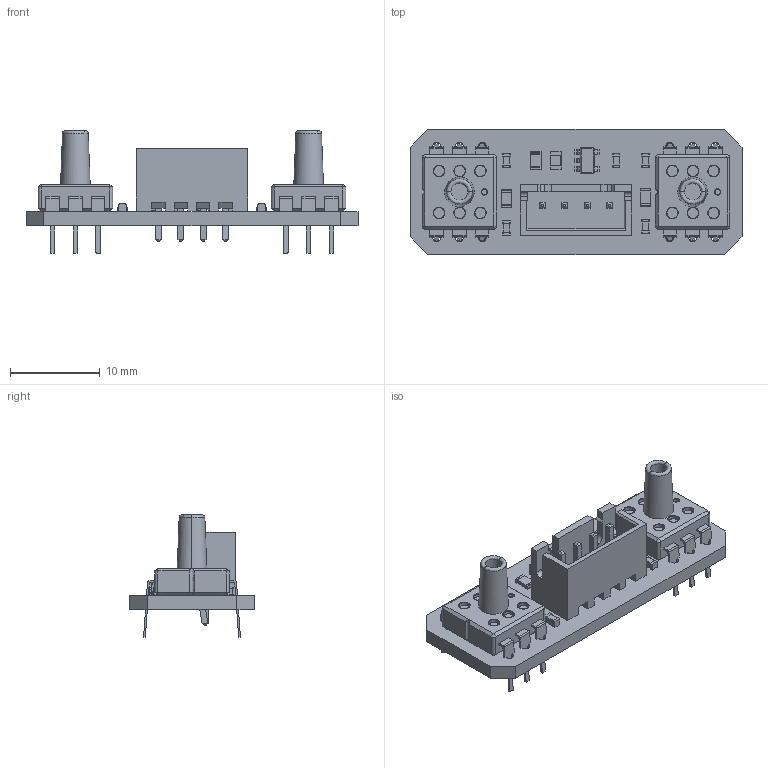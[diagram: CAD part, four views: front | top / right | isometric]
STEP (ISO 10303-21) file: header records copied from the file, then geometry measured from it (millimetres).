
FILE_DESCRIPTION(('KiCad electronic assembly'),'2;1');
FILE_NAME('vacuum-sensor.step','2024-08-10T21:03:36',('Pcbnew'),('Kicad' ),'Open CASCADE STEP processor 7.5','KiCad to STEP converter', 'Unknown');
FILE_SCHEMA(('AUTOMOTIVE_DESIGN { 1 0 10303 214 1 1 1 1 }'));
Length unit declared in the file: millimetre
Products named in the file (14): vacuum-sensor 1; C_0603_1608Metric; SOLID; SOT-23-5; C_0805_2012Metric; R_0805_2012Metric; XGZP6857A; JST_XH_B4B-XH-A_1x04_P2.50mm_Vertical; vacuum-sensor PCB
Assembly tree (20 placements, depth 3):
  vacuum-sensor 1
    C_0603_1608Metric  x5
      SOLID
    SOT-23-5
      SOLID
    C_0805_2012Metric
      SOLID
    R_0805_2012Metric  x3
      SOLID
    XGZP6857A  x2
      SOLID
    JST_XH_B4B-XH-A_1x04_P2.50mm_Vertical
      SOLID
    vacuum-sensor PCB
Bounding box: 37 x 14 x 13.63 mm (x, y, z)
Volume: 1526.5 mm3; surface area: 2780.9 mm2
Topology: 14 solids, 14 shells, 896 faces, 2306 edges, 1486 vertices
Faces by surface type: bspline 870, cylinder 16, plane 10
Full cylindrical faces by diameter (mm): 0.9 x12, 0.95 x4
Entity records: 36008 total; most frequent: CARTESIAN_POINT 13765, B_SPLINE_CURVE_WITH_KNOTS 3457, ORIENTED_EDGE 2810, PCURVE 2810, DEFINITIONAL_REPRESENTATION 2810, EDGE_CURVE 1405, SURFACE_CURVE 1389, VERTEX_POINT 900
